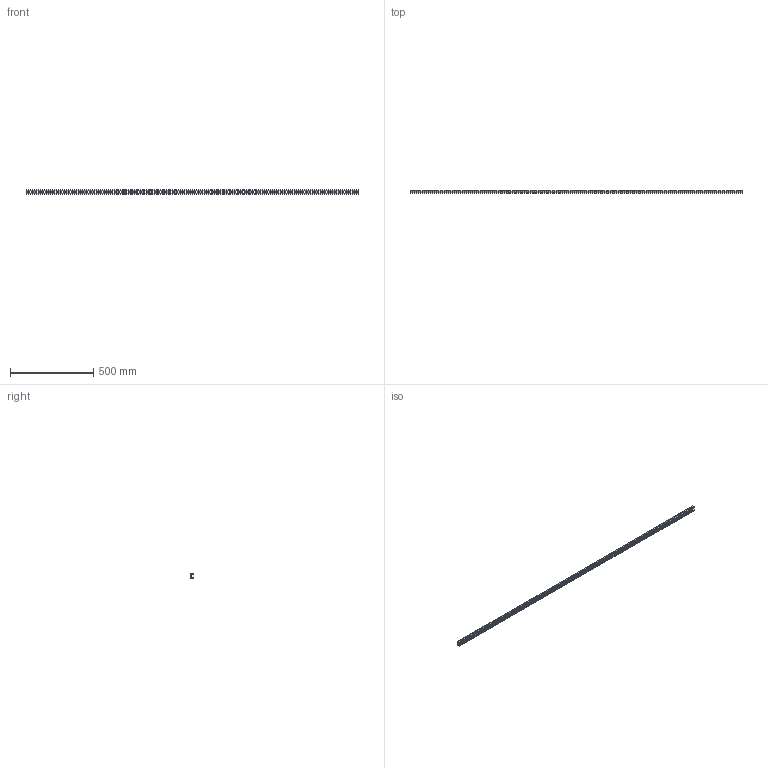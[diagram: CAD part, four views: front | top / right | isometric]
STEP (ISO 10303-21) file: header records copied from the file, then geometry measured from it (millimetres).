
FILE_DESCRIPTION (( 'STEP AP203' ), '1' );
FILE_NAME ('3D_R6400_173481100.STEP', '2024-08-26T07:51:02', ( '' ), ( '' ), 'SwSTEP 2.0', 'SolidWorks 2024', '' );
FILE_SCHEMA (( 'CONFIG_CONTROL_DESIGN' ));
Length unit declared in the file: millimetre
Products named in the file (1): 3D_R6400_173481100
Bounding box: 2000 x 15 x 30 mm (x, y, z)
Volume: 223840.9 mm3; surface area: 240090.7 mm2
Topology: 1 solids, 1 shells, 482 faces, 1440 edges, 960 vertices
Faces by surface type: cylinder 268, plane 214
Entity records: 16797 total; most frequent: DIRECTION 2942, CARTESIAN_POINT 2883, ORIENTED_EDGE 2880, EDGE_CURVE 1440, AXIS2_PLACEMENT_3D 1019, VERTEX_POINT 960, VECTOR 904, LINE 904
